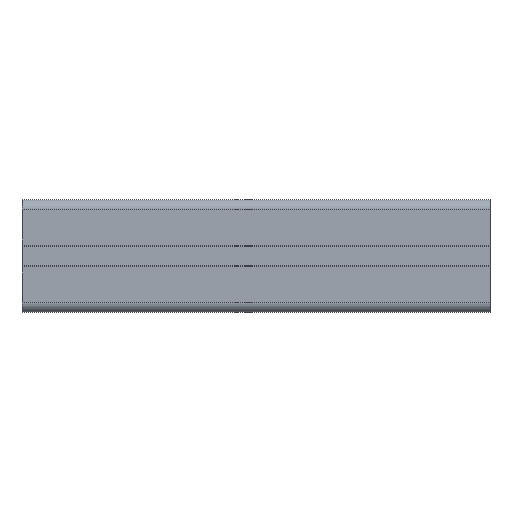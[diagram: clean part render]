
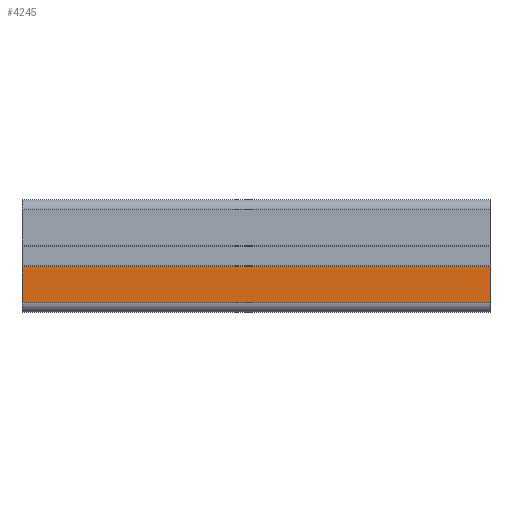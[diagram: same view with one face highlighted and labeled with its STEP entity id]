
A CAD part, front view. The second image highlights one B-rep face of the part: STEP entity #4245.
In plain terms, the highlighted planar face has unit normal (0, -1, 0).
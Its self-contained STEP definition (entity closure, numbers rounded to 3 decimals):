
#3 = ORIENTED_EDGE ( 'NONE', *, *, #2292, .F. ) ;
#151 = EDGE_LOOP ( 'NONE', ( #3, #262, #252, #198 ) ) ;
#198 = ORIENTED_EDGE ( 'NONE', *, *, #469, .F. ) ;
#252 = ORIENTED_EDGE ( 'NONE', *, *, #2265, .F. ) ;
#262 = ORIENTED_EDGE ( 'NONE', *, *, #2359, .T. ) ;
#469 = EDGE_CURVE ( 'NONE', #746, #648, #2936, .T. ) ;
#569 = PLANE ( 'NONE',  #2587 ) ;
#572 = CARTESIAN_POINT ( 'NONE',  ( -358.167, -45., -5.8 ) ) ;
#578 = DIRECTION ( 'NONE',  ( 0., -1., 0. ) ) ;
#579 = DIRECTION ( 'NONE',  ( 0., 0., -1. ) ) ;
#648 = VERTEX_POINT ( 'NONE', #1098 ) ;
#722 = VERTEX_POINT ( 'NONE', #1171 ) ;
#726 = VERTEX_POINT ( 'NONE', #1175 ) ;
#746 = VERTEX_POINT ( 'NONE', #1195 ) ;
#974 = CARTESIAN_POINT ( 'NONE',  ( -358.167, -45., -5.8 ) ) ;
#975 = DIRECTION ( 'NONE',  ( 1., 0., 0. ) ) ;
#1098 = CARTESIAN_POINT ( 'NONE',  ( 0., -45., -5.8 ) ) ;
#1171 = CARTESIAN_POINT ( 'NONE',  ( -250., -45., -25. ) ) ;
#1175 = CARTESIAN_POINT ( 'NONE',  ( 0., -45., -25. ) ) ;
#1195 = CARTESIAN_POINT ( 'NONE',  ( -250., -45., -5.8 ) ) ;
#1395 = CARTESIAN_POINT ( 'NONE',  ( 0., -45., -5.8 ) ) ;
#1396 = DIRECTION ( 'NONE',  ( 0., 0., -1. ) ) ;
#1435 = CARTESIAN_POINT ( 'NONE',  ( -250., -45., -5.8 ) ) ;
#1442 = DIRECTION ( 'NONE',  ( 0., 0., 1. ) ) ;
#1570 = CARTESIAN_POINT ( 'NONE',  ( -358.167, -45., -25. ) ) ;
#1573 = DIRECTION ( 'NONE',  ( 1., 0., 0. ) ) ;
#2265 = EDGE_CURVE ( 'NONE', #648, #726, #3099, .T. ) ;
#2292 = EDGE_CURVE ( 'NONE', #722, #746, #3132, .T. ) ;
#2359 = EDGE_CURVE ( 'NONE', #722, #726, #3261, .T. ) ;
#2587 = AXIS2_PLACEMENT_3D ( 'NONE', #572, #578, #579 ) ;
#2762 = FACE_OUTER_BOUND ( 'NONE', #151, .T. ) ;
#2936 = LINE ( 'NONE', #974, #2937 ) ;
#2937 = VECTOR ( 'NONE', #975, 1000. ) ;
#3099 = LINE ( 'NONE', #1395, #3100 ) ;
#3100 = VECTOR ( 'NONE', #1396, 1000. ) ;
#3132 = LINE ( 'NONE', #1435, #3145 ) ;
#3145 = VECTOR ( 'NONE', #1442, 1000. ) ;
#3261 = LINE ( 'NONE', #1570, #3274 ) ;
#3274 = VECTOR ( 'NONE', #1573, 1000. ) ;
#4245 = ADVANCED_FACE ( 'NONE', ( #2762 ), #569, .T. ) ;
